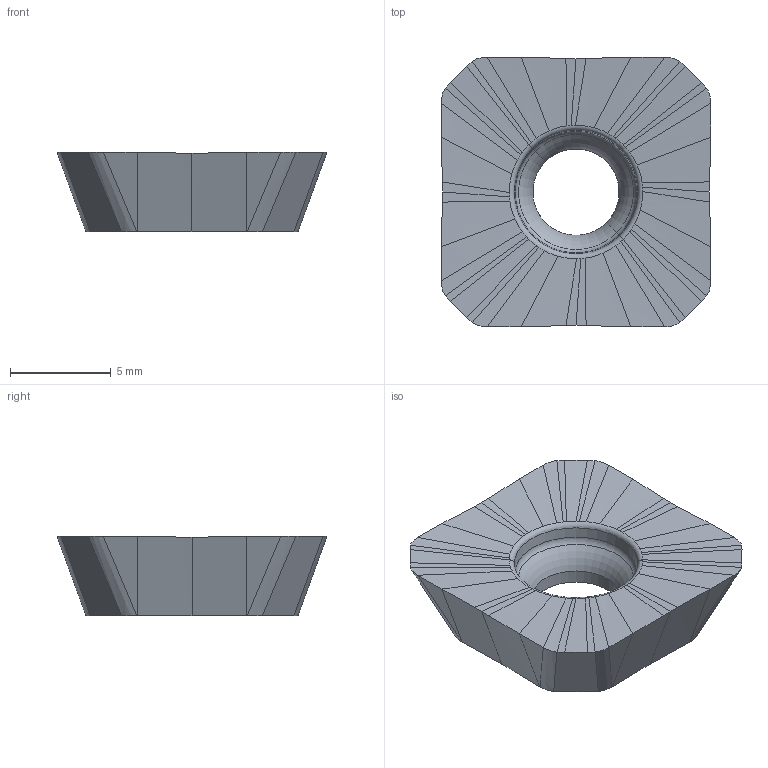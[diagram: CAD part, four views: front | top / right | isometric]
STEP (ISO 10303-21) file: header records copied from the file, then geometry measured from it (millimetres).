
FILE_DESCRIPTION(/* description */ (''),/* implementation_level */ '2;1');
FILE_NAME(/* name */ 'SEGT13T3AGFN-JP.stp',/* time_stamp */ '2021-09-07T08:28:47+09:00',/* author */ (''),/* organization */ (''),/* preprocessor_version */ 'ST-DEVELOPER v16',/* originating_system */ 'SIEMENS PLM Software NX 10.0',/* authorisation */ '');
FILE_SCHEMA (('AUTOMOTIVE_DESIGN { 1 0 10303 214 3 1 1 1 }'));
Length unit declared in the file: millimetre
Products named in the file (1): SEGT13T3AGFN-JP
Bounding box: 13.38 x 13.38 x 3.95 mm (x, y, z)
Volume: 413.2 mm3; surface area: 474 mm2
Topology: 1 solids, 1 shells, 90 faces, 266 edges, 224 vertices
Faces by surface type: bspline 44, plane 14, torus 10, cylinder 8, extrusion 8, cone 6
Entity records: 4677 total; most frequent: CARTESIAN_POINT 2494, ORIENTED_EDGE 444, DIRECTION 312, EDGE_CURVE 222, VERTEX_POINT 134, B_SPLINE_CURVE_WITH_KNOTS 124, AXIS2_PLACEMENT_3D 112, EDGE_LOOP 92
